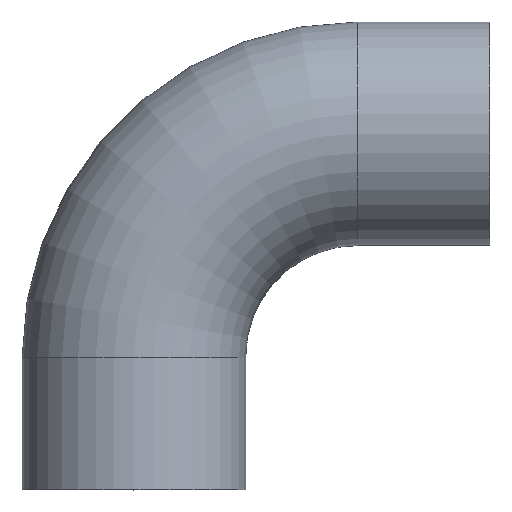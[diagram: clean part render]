
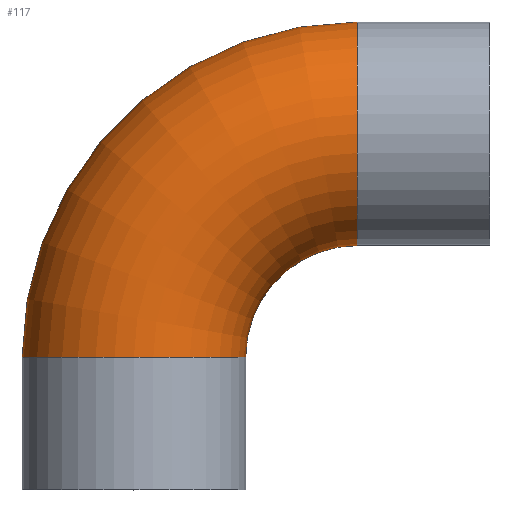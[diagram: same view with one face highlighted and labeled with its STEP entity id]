
A CAD part, top view. The second image highlights one B-rep face of the part: STEP entity #117.
In plain terms, the highlighted toroidal (fillet/blend) face has major radius 200 mm and minor radius 100 mm.
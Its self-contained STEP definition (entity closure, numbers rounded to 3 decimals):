
#107 = VERTEX_POINT( '', #246 );
#117 = ADVANCED_FACE( '', ( #256 ), #257, .T. );
#121 = VERTEX_POINT( '', #261 );
#135 = VERTEX_POINT( '', #276 );
#157 = VERTEX_POINT( '', #302 );
#169 = EDGE_CURVE( '', #135, #157, #316, .T. );
#175 = EDGE_CURVE( '', #107, #121, #322, .T. );
#177 = EDGE_CURVE( '', #107, #157, #324, .T. );
#179 = EDGE_CURVE( '', #121, #135, #326, .T. );
#246 = CARTESIAN_POINT( '', ( 200., 418.5, 0. ) );
#256 = FACE_OUTER_BOUND( '', #407, .T. );
#257 = TOROIDAL_SURFACE( '', #408, 200., 100. );
#261 = CARTESIAN_POINT( '', ( -100., 118.5, 0. ) );
#276 = CARTESIAN_POINT( '', ( 100., 118.5, 0. ) );
#302 = CARTESIAN_POINT( '', ( 200., 218.5, 0. ) );
#316 = CIRCLE( '', #481, 100. );
#322 = CIRCLE( '', #490, 300. );
#324 = CIRCLE( '', #493, 100. );
#326 = CIRCLE( '', #496, 100. );
#407 = EDGE_LOOP( '', ( #577, #578, #579, #580 ) );
#408 = AXIS2_PLACEMENT_3D( '', #581, #582, #583 );
#481 = AXIS2_PLACEMENT_3D( '', #656, #657, #658 );
#490 = AXIS2_PLACEMENT_3D( '', #665, #666, #667 );
#493 = AXIS2_PLACEMENT_3D( '', #668, #669, #670 );
#496 = AXIS2_PLACEMENT_3D( '', #671, #672, #673 );
#577 = ORIENTED_EDGE( '', *, *, #175, .T. );
#578 = ORIENTED_EDGE( '', *, *, #179, .T. );
#579 = ORIENTED_EDGE( '', *, *, #169, .T. );
#580 = ORIENTED_EDGE( '', *, *, #177, .F. );
#581 = CARTESIAN_POINT( '', ( 200., 118.5, 0. ) );
#582 = DIRECTION( '', ( 0., 0., 1. ) );
#583 = DIRECTION( '', ( 1., 0., 0. ) );
#656 = CARTESIAN_POINT( '', ( 200., 118.5, 0. ) );
#657 = DIRECTION( '', ( 0., 0., -1. ) );
#658 = DIRECTION( '', ( 1., 0., 0. ) );
#665 = CARTESIAN_POINT( '', ( 200., 118.5, 0. ) );
#666 = DIRECTION( '', ( 0., 0., 1. ) );
#667 = DIRECTION( '', ( 1., 0., 0. ) );
#668 = CARTESIAN_POINT( '', ( 200., 318.5, 0. ) );
#669 = DIRECTION( '', ( 1., 0., 0. ) );
#670 = DIRECTION( '', ( 0., -1., 0. ) );
#671 = CARTESIAN_POINT( '', ( 0., 118.5, 0. ) );
#672 = DIRECTION( '', ( 0., 1., 0. ) );
#673 = DIRECTION( '', ( 1., 0., 0. ) );
